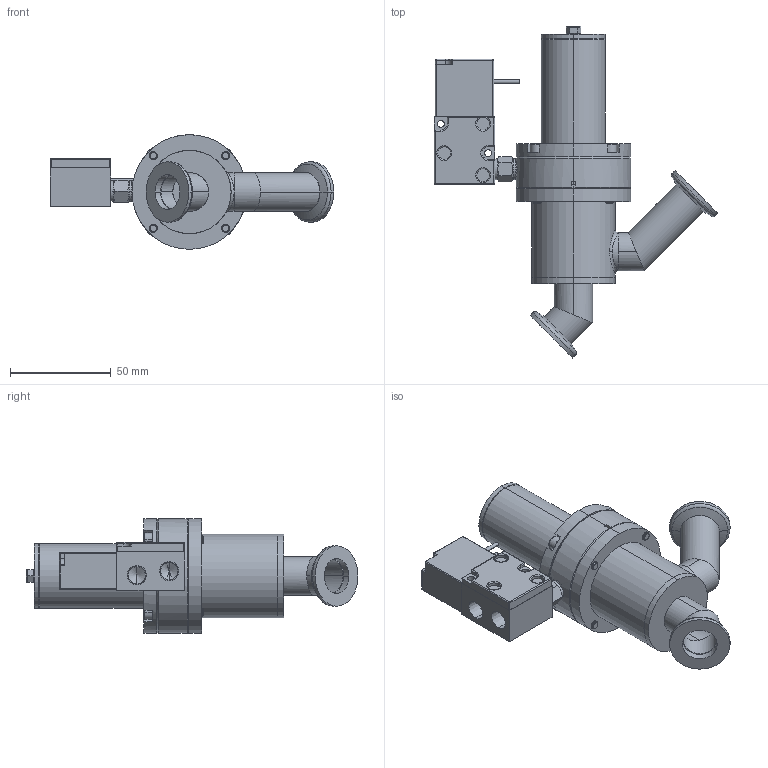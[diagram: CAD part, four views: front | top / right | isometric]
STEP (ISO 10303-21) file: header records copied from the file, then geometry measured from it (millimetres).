
FILE_DESCRIPTION (( 'STEP AP203' ), '1' );
FILE_NAME ('AIVP-S02102.STEP', '2023-11-16T20:25:10', ( '' ), ( '' ), 'SwSTEP 2.0', 'SolidWorks 2020', '' );
FILE_SCHEMA (( 'CONFIG_CONTROL_DESIGN' ));
Length unit declared in the file: inch
Products named in the file (1): AIVP-S02102
Bounding box: 140.58 x 164.6 x 56.9 mm (x, y, z)
Volume: 117639.3 mm3; surface area: 75395.6 mm2
Topology: 20 solids, 20 shells, 1717 faces, 3920 edges, 2235 vertices
Faces by surface type: cone 609, torus 482, cylinder 422, plane 170, bspline 21, sphere 13
Entity records: 51320 total; most frequent: CARTESIAN_POINT 11221, DIRECTION 9698, ORIENTED_EDGE 7782, AXIS2_PLACEMENT_3D 4213, EDGE_CURVE 3891, CIRCLE 2516, VERTEX_POINT 2235, EDGE_LOOP 1800
